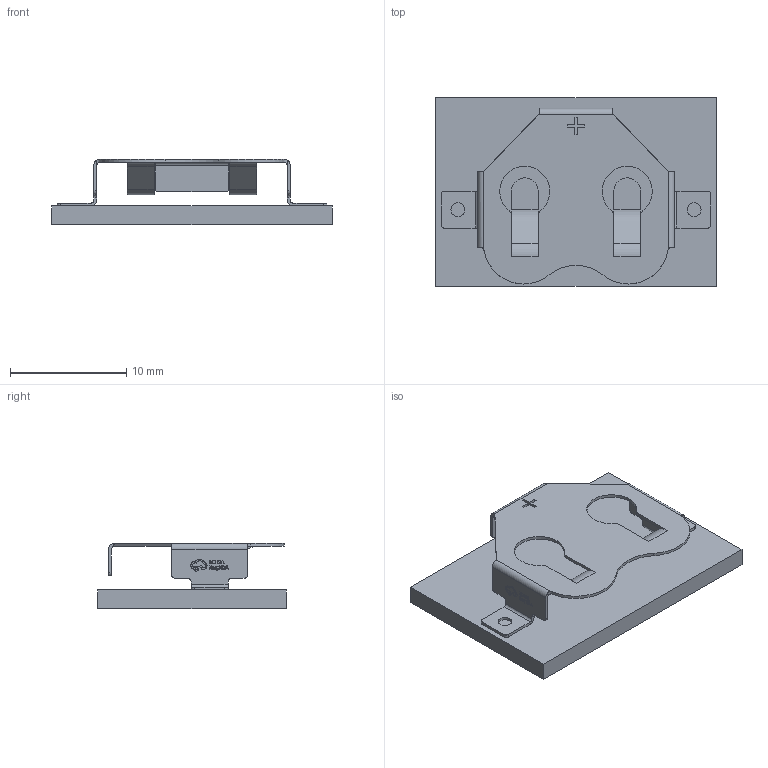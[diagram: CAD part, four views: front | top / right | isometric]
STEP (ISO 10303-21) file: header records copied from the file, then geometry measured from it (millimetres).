
FILE_DESCRIPTION(('Designed by EasyEDA Pro'),'2;1');
FILE_NAME('Open CASCADE Shape Model','2025-11-18T14:28:19',('Author'),( 'Open CASCADE'),'Open CASCADE STEP processor 7.8','Open CASCADE 7.8' ,'Unknown');
FILE_SCHEMA(('AUTOMOTIVE_DESIGN { 1 0 10303 214 1 1 1 1 }'));
Length unit declared in the file: millimetre
Products named in the file (8): EasyEDA PCB Model~zAD3; Board~zAD3; TopCopper~zAD3; BottomCopper~zAD3; TopFpcStiffener~zAD3; BottomFpcStiffener~zAD3; BT1~BAT-SMD_MY-1632-03~BAT-SMD_MY-1632-03~zAD3; BAT-SMD_MY-1632-03~BAT-SMD_MY-1632-03~zAD3
Assembly tree (7 placements, depth 3):
  EasyEDA PCB Model~zAD3
    Board~zAD3
    TopCopper~zAD3
    BottomCopper~zAD3
    TopFpcStiffener~zAD3
    BottomFpcStiffener~zAD3
    BT1~BAT-SMD_MY-1632-03~BAT-SMD_MY-1632-03~zAD3
      BAT-SMD_MY-1632-03~BAT-SMD_MY-1632-03~zAD3
Bounding box: 24.12 x 16.23 x 5.6 mm (x, y, z)
Volume: 693 mm3; surface area: 1485.7 mm2
Topology: 2 solids, 2 shells, 348 faces, 969 edges, 644 vertices
Faces by surface type: plane 191, bspline 98, cylinder 59
Entity records: 14982 total; most frequent: CARTESIAN_POINT 3381, ORIENTED_EDGE 1938, DIRECTION 1381, EDGE_CURVE 969, VERTEX_POINT 644, LINE 637, VECTOR 637, FACE_BOUND 377
